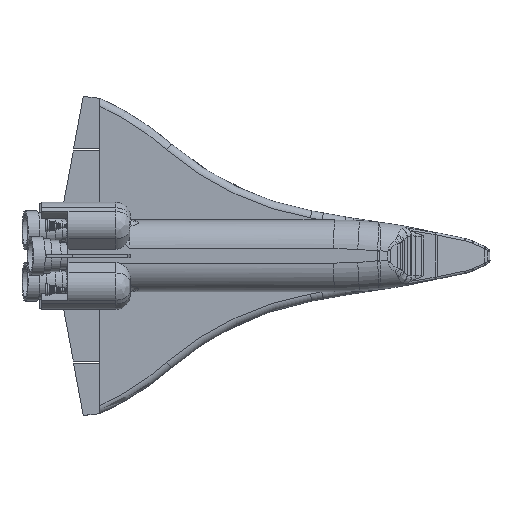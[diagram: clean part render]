
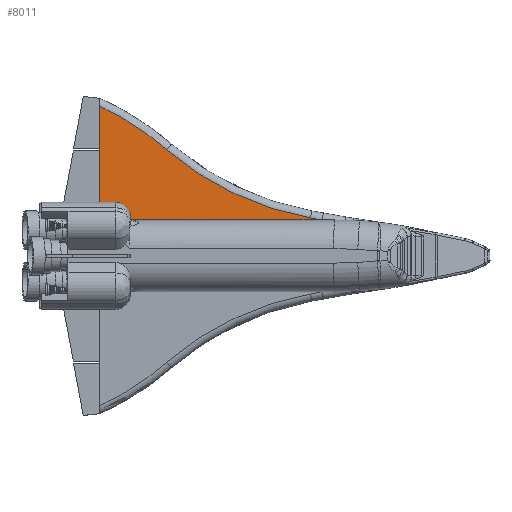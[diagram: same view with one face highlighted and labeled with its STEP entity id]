
A CAD part, top view. The second image highlights one B-rep face of the part: STEP entity #8011.
In plain terms, the highlighted planar face has unit normal (0, 0, 1).
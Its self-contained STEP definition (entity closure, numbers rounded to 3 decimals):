
#127=CIRCLE('',#8540,125.);
#130=CIRCLE('',#8551,119.);
#132=CIRCLE('',#8554,6.);
#953=FACE_OUTER_BOUND('',#1442,.T.);
#1442=EDGE_LOOP('',(#5118,#5119,#5120,#5121,#5122,#5123,#5124,#5125,#5126,
#5127,#5128,#5129,#5130,#5131));
#1987=LINE('',#12605,#2387);
#1988=LINE('',#12655,#2388);
#1989=LINE('',#12657,#2389);
#1990=LINE('',#12659,#2390);
#1991=LINE('',#12661,#2391);
#1992=LINE('',#12663,#2392);
#1993=LINE('',#12665,#2393);
#1994=LINE('',#12667,#2394);
#1995=LINE('',#12669,#2395);
#1996=LINE('',#12671,#2396);
#1997=LINE('',#12674,#2397);
#2387=VECTOR('',#9694,10.);
#2388=VECTOR('',#9727,10.);
#2389=VECTOR('',#9728,10.);
#2390=VECTOR('',#9729,10.);
#2391=VECTOR('',#9730,10.);
#2392=VECTOR('',#9731,10.);
#2393=VECTOR('',#9732,10.);
#2394=VECTOR('',#9733,10.);
#2395=VECTOR('',#9734,10.);
#2396=VECTOR('',#9735,10.);
#2397=VECTOR('',#9738,10.);
#3085=VERTEX_POINT('',#12601);
#3086=VERTEX_POINT('',#12603);
#3087=VERTEX_POINT('',#12607);
#3093=VERTEX_POINT('',#12629);
#3095=VERTEX_POINT('',#12654);
#3096=VERTEX_POINT('',#12656);
#3097=VERTEX_POINT('',#12658);
#3098=VERTEX_POINT('',#12660);
#3099=VERTEX_POINT('',#12662);
#3100=VERTEX_POINT('',#12664);
#3101=VERTEX_POINT('',#12666);
#3102=VERTEX_POINT('',#12668);
#3103=VERTEX_POINT('',#12670);
#3104=VERTEX_POINT('',#12672);
#3859=EDGE_CURVE('',#3086,#3085,#1987,.T.);
#3861=EDGE_CURVE('',#3087,#3086,#127,.T.);
#3870=EDGE_CURVE('',#3093,#3087,#130,.T.);
#3873=EDGE_CURVE('',#3095,#3093,#1988,.T.);
#3874=EDGE_CURVE('',#3096,#3095,#1989,.T.);
#3875=EDGE_CURVE('',#3097,#3096,#1990,.T.);
#3876=EDGE_CURVE('',#3098,#3097,#1991,.T.);
#3877=EDGE_CURVE('',#3099,#3098,#1992,.T.);
#3878=EDGE_CURVE('',#3100,#3099,#1993,.T.);
#3879=EDGE_CURVE('',#3101,#3100,#1994,.T.);
#3880=EDGE_CURVE('',#3102,#3101,#1995,.T.);
#3881=EDGE_CURVE('',#3103,#3102,#1996,.T.);
#3882=EDGE_CURVE('',#3103,#3104,#132,.T.);
#3883=EDGE_CURVE('',#3085,#3104,#1997,.T.);
#5118=ORIENTED_EDGE('',*,*,#3859,.F.);
#5119=ORIENTED_EDGE('',*,*,#3861,.F.);
#5120=ORIENTED_EDGE('',*,*,#3870,.F.);
#5121=ORIENTED_EDGE('',*,*,#3873,.F.);
#5122=ORIENTED_EDGE('',*,*,#3874,.F.);
#5123=ORIENTED_EDGE('',*,*,#3875,.F.);
#5124=ORIENTED_EDGE('',*,*,#3876,.F.);
#5125=ORIENTED_EDGE('',*,*,#3877,.F.);
#5126=ORIENTED_EDGE('',*,*,#3878,.F.);
#5127=ORIENTED_EDGE('',*,*,#3879,.F.);
#5128=ORIENTED_EDGE('',*,*,#3880,.F.);
#5129=ORIENTED_EDGE('',*,*,#3881,.F.);
#5130=ORIENTED_EDGE('',*,*,#3882,.T.);
#5131=ORIENTED_EDGE('',*,*,#3883,.F.);
#7364=PLANE('',#8553);
#8011=ADVANCED_FACE('',(#953),#7364,.T.);
#8540=AXIS2_PLACEMENT_3D('',#12609,#9699,#9700);
#8551=AXIS2_PLACEMENT_3D('',#12640,#9721,#9722);
#8553=AXIS2_PLACEMENT_3D('',#12653,#9725,#9726);
#8554=AXIS2_PLACEMENT_3D('',#12673,#9736,#9737);
#9694=DIRECTION('',(0.985,-0.175,0.));
#9699=DIRECTION('center_axis',(0.,0.,1.));
#9700=DIRECTION('ref_axis',(-0.175,-0.985,0.));
#9721=DIRECTION('center_axis',(0.,0.,-1.));
#9722=DIRECTION('ref_axis',(0.654,0.756,0.));
#9725=DIRECTION('center_axis',(0.,0.,1.));
#9726=DIRECTION('ref_axis',(1.,0.,0.));
#9727=DIRECTION('',(0.,1.,0.));
#9728=DIRECTION('',(-0.983,0.182,0.));
#9729=DIRECTION('',(-0.876,0.483,0.));
#9730=DIRECTION('',(-0.983,0.182,0.));
#9731=DIRECTION('',(-0.902,0.432,0.));
#9732=DIRECTION('',(-0.707,0.707,0.));
#9733=DIRECTION('',(-0.747,0.664,0.));
#9734=DIRECTION('',(0.,1.,0.));
#9735=DIRECTION('',(-1.,0.,0.));
#9736=DIRECTION('center_axis',(0.,0.,1.));
#9737=DIRECTION('ref_axis',(-0.249,-0.969,0.));
#9738=DIRECTION('',(-1.,0.,0.));
#12601=CARTESIAN_POINT('',(247.986,15.782,5.));
#12603=CARTESIAN_POINT('',(243.142,16.643,5.));
#12605=CARTESIAN_POINT('',(246.788,15.995,5.));
#12607=CARTESIAN_POINT('',(183.226,45.198,5.));
#12609=CARTESIAN_POINT('Origin',(265.032,139.711,5.));
#12629=CARTESIAN_POINT('',(155.305,63.227,5.));
#12640=CARTESIAN_POINT('Origin',(105.346,-44.778,5.));
#12653=CARTESIAN_POINT('Origin',(237.385,33.656,5.));
#12654=CARTESIAN_POINT('',(155.305,21.701,5.));
#12655=CARTESIAN_POINT('',(155.305,50.09,5.));
#12656=CARTESIAN_POINT('',(157.5,21.294,5.));
#12657=CARTESIAN_POINT('',(155.305,21.701,5.));
#12658=CARTESIAN_POINT('',(158.942,20.499,5.));
#12659=CARTESIAN_POINT('',(157.5,21.294,5.));
#12660=CARTESIAN_POINT('',(161.908,19.949,5.));
#12661=CARTESIAN_POINT('',(158.942,20.499,5.));
#12662=CARTESIAN_POINT('',(164.498,18.709,5.));
#12663=CARTESIAN_POINT('',(161.908,19.949,5.));
#12664=CARTESIAN_POINT('',(165.308,17.898,5.));
#12665=CARTESIAN_POINT('',(164.498,18.709,5.));
#12666=CARTESIAN_POINT('',(167.103,16.303,5.));
#12667=CARTESIAN_POINT('',(165.308,17.898,5.));
#12668=CARTESIAN_POINT('',(167.103,15.97,5.));
#12669=CARTESIAN_POINT('',(167.103,16.303,5.));
#12670=CARTESIAN_POINT('',(167.8,15.97,5.));
#12671=CARTESIAN_POINT('',(167.103,15.97,5.));
#12672=CARTESIAN_POINT('',(169.291,15.782,5.));
#12673=CARTESIAN_POINT('Origin',(169.291,21.782,5.));
#12674=CARTESIAN_POINT('',(245.199,15.782,5.));
